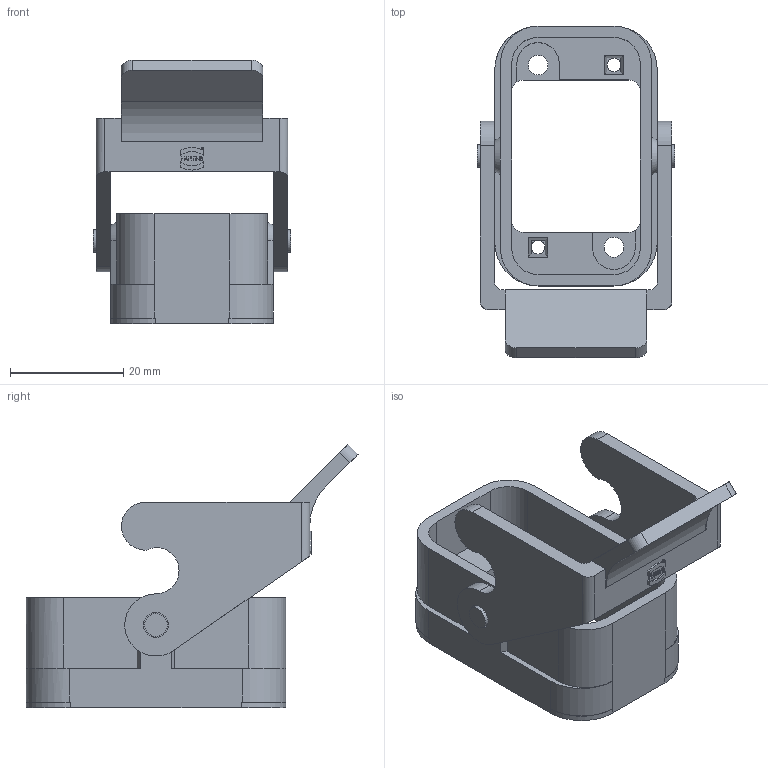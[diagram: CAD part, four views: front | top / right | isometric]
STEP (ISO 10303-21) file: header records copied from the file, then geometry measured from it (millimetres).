
FILE_DESCRIPTION(/* description */ (''),/* implementation_level */ '2;1');
FILE_NAME(/* name */ '100832263ugm000_b.stp',/* time_stamp */ '2019-10-31T13:49:56+01:00',/* author */ (''),/* organization */ (''),/* preprocessor_version */ 'ST-DEVELOPER v16.7',/* originating_system */ 'SIEMENS PLM Software NX 12.0',/* authorisation */ '');
FILE_SCHEMA (('AUTOMOTIVE_DESIGN { 1 0 10303 214 3 1 1 1 }'));
Length unit declared in the file: millimetre
Products named in the file (1): 100832263ugm000_b
Bounding box: 34.9 x 58.67 x 46.6 mm (x, y, z)
Volume: 12819.1 mm3; surface area: 10743.9 mm2
Topology: 2 solids, 2 shells, 225 faces, 598 edges, 399 vertices
Faces by surface type: plane 158, cylinder 65, cone 2
Full cylindrical faces by diameter (mm): 0.38 x1, 0.42 x1, 2.4 x2, 3.5 x4, 4 x2, 4.4 x2
Entity records: 8533 total; most frequent: CARTESIAN_POINT 1244, ORIENTED_EDGE 1160, DIRECTION 1155, EDGE_CURVE 580, LINE 435, VECTOR 435, VERTEX_POINT 392, AXIS2_PLACEMENT_3D 360
